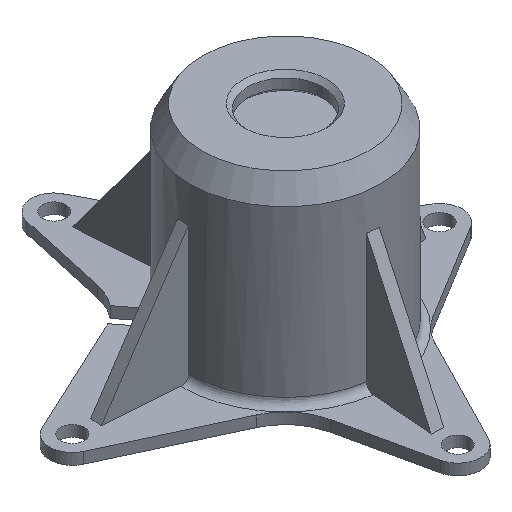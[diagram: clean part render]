
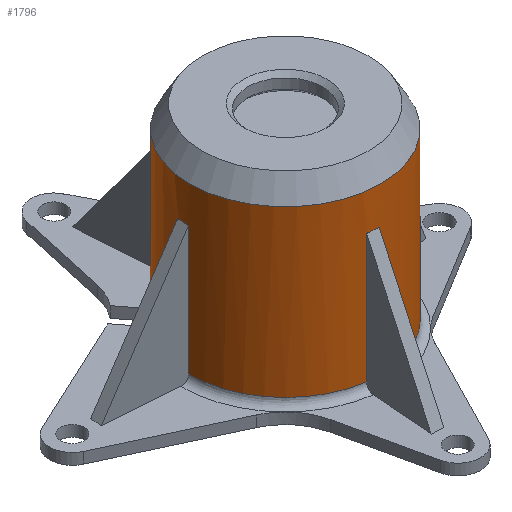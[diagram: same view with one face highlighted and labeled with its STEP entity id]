
A CAD part, isometric view. The second image highlights one B-rep face of the part: STEP entity #1796.
In plain terms, the highlighted cylindrical face has radius 13 mm (diameter 26 mm), a full revolution.
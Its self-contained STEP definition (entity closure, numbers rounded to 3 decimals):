
#1227 = EDGE_CURVE('',#1228,#1230,#1232,.T.);
#1228 = VERTEX_POINT('',#1229);
#1229 = CARTESIAN_POINT('',(13.,0.,2.5));
#1230 = VERTEX_POINT('',#1231);
#1231 = CARTESIAN_POINT('',(-0.217,-12.998,2.5));
#1232 = CIRCLE('',#1233,13.);
#1233 = AXIS2_PLACEMENT_3D('',#1234,#1235,#1236);
#1234 = CARTESIAN_POINT('',(0.,0.,2.5));
#1235 = DIRECTION('',(0.,0.,-1.));
#1236 = DIRECTION('',(1.,0.,0.));
#1284 = EDGE_CURVE('',#1285,#1287,#1289,.T.);
#1285 = VERTEX_POINT('',#1286);
#1286 = CARTESIAN_POINT('',(-12.881,1.756,2.5));
#1287 = VERTEX_POINT('',#1288);
#1288 = CARTESIAN_POINT('',(-1.676,12.892,2.5));
#1289 = CIRCLE('',#1290,13.);
#1290 = AXIS2_PLACEMENT_3D('',#1291,#1292,#1293);
#1291 = CARTESIAN_POINT('',(0.,0.,2.5));
#1292 = DIRECTION('',(0.,0.,-1.));
#1293 = DIRECTION('',(1.,0.,0.));
#1365 = VERTEX_POINT('',#1366);
#1366 = CARTESIAN_POINT('',(12.996,0.327,2.5));
#1387 = EDGE_CURVE('',#1365,#1228,#1388,.T.);
#1388 = CIRCLE('',#1389,13.);
#1389 = AXIS2_PLACEMENT_3D('',#1390,#1391,#1392);
#1390 = CARTESIAN_POINT('',(0.,0.,2.5));
#1391 = DIRECTION('',(0.,0.,-1.));
#1392 = DIRECTION('',(1.,0.,0.));
#1404 = EDGE_CURVE('',#1405,#1287,#1407,.T.);
#1405 = VERTEX_POINT('',#1406);
#1406 = CARTESIAN_POINT('',(-1.676,12.892,20.));
#1407 = LINE('',#1408,#1409);
#1408 = CARTESIAN_POINT('',(-1.676,12.892,25.));
#1409 = VECTOR('',#1410,1.);
#1410 = DIRECTION('',(0.,0.,-1.));
#1444 = VERTEX_POINT('',#1445);
#1445 = CARTESIAN_POINT('',(12.996,0.327,20.));
#1451 = EDGE_CURVE('',#1444,#1365,#1452,.T.);
#1452 = LINE('',#1453,#1454);
#1453 = CARTESIAN_POINT('',(12.996,0.327,25.));
#1454 = VECTOR('',#1455,1.);
#1455 = DIRECTION('',(0.,0.,-1.));
#1469 = VERTEX_POINT('',#1470);
#1470 = CARTESIAN_POINT('',(-0.879,12.97,20.));
#1500 = VERTEX_POINT('',#1501);
#1501 = CARTESIAN_POINT('',(12.951,1.126,20.));
#1533 = VERTEX_POINT('',#1534);
#1534 = CARTESIAN_POINT('',(-0.08,13.,20.));
#1540 = EDGE_CURVE('',#1533,#1541,#1543,.T.);
#1541 = VERTEX_POINT('',#1542);
#1542 = CARTESIAN_POINT('',(-0.08,13.,2.5));
#1543 = LINE('',#1544,#1545);
#1544 = CARTESIAN_POINT('',(-0.08,13.,25.));
#1545 = VECTOR('',#1546,1.);
#1546 = DIRECTION('',(0.,0.,-1.));
#1579 = VERTEX_POINT('',#1580);
#1580 = CARTESIAN_POINT('',(12.857,1.921,2.5));
#1601 = EDGE_CURVE('',#1602,#1579,#1604,.T.);
#1602 = VERTEX_POINT('',#1603);
#1603 = CARTESIAN_POINT('',(12.857,1.921,20.));
#1604 = LINE('',#1605,#1606);
#1605 = CARTESIAN_POINT('',(12.857,1.921,25.));
#1606 = VECTOR('',#1607,1.);
#1607 = DIRECTION('',(0.,0.,-1.));
#1627 = EDGE_CURVE('',#1541,#1579,#1628,.T.);
#1628 = CIRCLE('',#1629,13.);
#1629 = AXIS2_PLACEMENT_3D('',#1630,#1631,#1632);
#1630 = CARTESIAN_POINT('',(0.,0.,2.5));
#1631 = DIRECTION('',(0.,0.,-1.));
#1632 = DIRECTION('',(1.,0.,0.));
#1770 = EDGE_CURVE('',#1771,#1230,#1773,.T.);
#1771 = VERTEX_POINT('',#1772);
#1772 = CARTESIAN_POINT('',(-0.217,-12.998,20.));
#1773 = LINE('',#1774,#1775);
#1774 = CARTESIAN_POINT('',(-0.217,-12.998,25.));
#1775 = VECTOR('',#1776,1.);
#1776 = DIRECTION('',(0.,0.,-1.));
#1796 = ADVANCED_FACE('',(#1797),#1919,.T.);
#1797 = FACE_BOUND('',#1798,.T.);
#1798 = EDGE_LOOP('',(#1799,#1807,#1814,#1815,#1816,#1817,#1824,#1831,
    #1832,#1833,#1834,#1841,#1848,#1849,#1850,#1858,#1867,#1876,#1884,
    #1893,#1901,#1910,#1917,#1918));
#1799 = ORIENTED_EDGE('',*,*,#1800,.F.);
#1800 = EDGE_CURVE('',#1801,#1228,#1803,.T.);
#1801 = VERTEX_POINT('',#1802);
#1802 = CARTESIAN_POINT('',(13.,0.,25.));
#1803 = LINE('',#1804,#1805);
#1804 = CARTESIAN_POINT('',(13.,0.,25.));
#1805 = VECTOR('',#1806,1.);
#1806 = DIRECTION('',(0.,0.,-1.));
#1807 = ORIENTED_EDGE('',*,*,#1808,.T.);
#1808 = EDGE_CURVE('',#1801,#1801,#1809,.T.);
#1809 = CIRCLE('',#1810,13.);
#1810 = AXIS2_PLACEMENT_3D('',#1811,#1812,#1813);
#1811 = CARTESIAN_POINT('',(0.,0.,25.));
#1812 = DIRECTION('',(0.,0.,-1.));
#1813 = DIRECTION('',(1.,0.,0.));
#1814 = ORIENTED_EDGE('',*,*,#1800,.T.);
#1815 = ORIENTED_EDGE('',*,*,#1387,.F.);
#1816 = ORIENTED_EDGE('',*,*,#1451,.F.);
#1817 = ORIENTED_EDGE('',*,*,#1818,.F.);
#1818 = EDGE_CURVE('',#1500,#1444,#1819,.T.);
#1819 = CIRCLE('',#1820,13.);
#1820 = AXIS2_PLACEMENT_3D('',#1821,#1822,#1823);
#1821 = CARTESIAN_POINT('',(0.,0.,20.));
#1822 = DIRECTION('',(0.,0.,-1.));
#1823 = DIRECTION('',(1.,0.,0.));
#1824 = ORIENTED_EDGE('',*,*,#1825,.F.);
#1825 = EDGE_CURVE('',#1602,#1500,#1826,.T.);
#1826 = CIRCLE('',#1827,13.);
#1827 = AXIS2_PLACEMENT_3D('',#1828,#1829,#1830);
#1828 = CARTESIAN_POINT('',(0.,0.,20.));
#1829 = DIRECTION('',(0.,0.,-1.));
#1830 = DIRECTION('',(1.,0.,0.));
#1831 = ORIENTED_EDGE('',*,*,#1601,.T.);
#1832 = ORIENTED_EDGE('',*,*,#1627,.F.);
#1833 = ORIENTED_EDGE('',*,*,#1540,.F.);
#1834 = ORIENTED_EDGE('',*,*,#1835,.F.);
#1835 = EDGE_CURVE('',#1469,#1533,#1836,.T.);
#1836 = CIRCLE('',#1837,13.);
#1837 = AXIS2_PLACEMENT_3D('',#1838,#1839,#1840);
#1838 = CARTESIAN_POINT('',(0.,0.,20.));
#1839 = DIRECTION('',(0.,0.,-1.));
#1840 = DIRECTION('',(1.,0.,0.));
#1841 = ORIENTED_EDGE('',*,*,#1842,.F.);
#1842 = EDGE_CURVE('',#1405,#1469,#1843,.T.);
#1843 = CIRCLE('',#1844,13.);
#1844 = AXIS2_PLACEMENT_3D('',#1845,#1846,#1847);
#1845 = CARTESIAN_POINT('',(0.,0.,20.));
#1846 = DIRECTION('',(0.,0.,-1.));
#1847 = DIRECTION('',(1.,0.,0.));
#1848 = ORIENTED_EDGE('',*,*,#1404,.T.);
#1849 = ORIENTED_EDGE('',*,*,#1284,.F.);
#1850 = ORIENTED_EDGE('',*,*,#1851,.F.);
#1851 = EDGE_CURVE('',#1852,#1285,#1854,.T.);
#1852 = VERTEX_POINT('',#1853);
#1853 = CARTESIAN_POINT('',(-12.881,1.756,20.));
#1854 = LINE('',#1855,#1856);
#1855 = CARTESIAN_POINT('',(-12.881,1.756,25.));
#1856 = VECTOR('',#1857,1.);
#1857 = DIRECTION('',(0.,0.,-1.));
#1858 = ORIENTED_EDGE('',*,*,#1859,.F.);
#1859 = EDGE_CURVE('',#1860,#1852,#1862,.T.);
#1860 = VERTEX_POINT('',#1861);
#1861 = CARTESIAN_POINT('',(-12.964,0.96,20.));
#1862 = CIRCLE('',#1863,13.);
#1863 = AXIS2_PLACEMENT_3D('',#1864,#1865,#1866);
#1864 = CARTESIAN_POINT('',(0.,0.,20.));
#1865 = DIRECTION('',(0.,0.,-1.));
#1866 = DIRECTION('',(1.,0.,0.));
#1867 = ORIENTED_EDGE('',*,*,#1868,.F.);
#1868 = EDGE_CURVE('',#1869,#1860,#1871,.T.);
#1869 = VERTEX_POINT('',#1870);
#1870 = CARTESIAN_POINT('',(-12.999,0.161,20.));
#1871 = CIRCLE('',#1872,13.);
#1872 = AXIS2_PLACEMENT_3D('',#1873,#1874,#1875);
#1873 = CARTESIAN_POINT('',(0.,0.,20.));
#1874 = DIRECTION('',(0.,0.,-1.));
#1875 = DIRECTION('',(1.,0.,0.));
#1876 = ORIENTED_EDGE('',*,*,#1877,.T.);
#1877 = EDGE_CURVE('',#1869,#1878,#1880,.T.);
#1878 = VERTEX_POINT('',#1879);
#1879 = CARTESIAN_POINT('',(-12.999,0.161,2.5));
#1880 = LINE('',#1881,#1882);
#1881 = CARTESIAN_POINT('',(-12.999,0.161,25.));
#1882 = VECTOR('',#1883,1.);
#1883 = DIRECTION('',(0.,0.,-1.));
#1884 = ORIENTED_EDGE('',*,*,#1885,.F.);
#1885 = EDGE_CURVE('',#1886,#1878,#1888,.T.);
#1886 = VERTEX_POINT('',#1887);
#1887 = CARTESIAN_POINT('',(-1.812,-12.873,2.5));
#1888 = CIRCLE('',#1889,13.);
#1889 = AXIS2_PLACEMENT_3D('',#1890,#1891,#1892);
#1890 = CARTESIAN_POINT('',(0.,0.,2.5));
#1891 = DIRECTION('',(0.,0.,-1.));
#1892 = DIRECTION('',(1.,0.,0.));
#1893 = ORIENTED_EDGE('',*,*,#1894,.F.);
#1894 = EDGE_CURVE('',#1895,#1886,#1897,.T.);
#1895 = VERTEX_POINT('',#1896);
#1896 = CARTESIAN_POINT('',(-1.812,-12.873,20.));
#1897 = LINE('',#1898,#1899);
#1898 = CARTESIAN_POINT('',(-1.812,-12.873,25.));
#1899 = VECTOR('',#1900,1.);
#1900 = DIRECTION('',(0.,0.,-1.));
#1901 = ORIENTED_EDGE('',*,*,#1902,.F.);
#1902 = EDGE_CURVE('',#1903,#1895,#1905,.T.);
#1903 = VERTEX_POINT('',#1904);
#1904 = CARTESIAN_POINT('',(-1.016,-12.96,20.));
#1905 = CIRCLE('',#1906,13.);
#1906 = AXIS2_PLACEMENT_3D('',#1907,#1908,#1909);
#1907 = CARTESIAN_POINT('',(0.,0.,20.));
#1908 = DIRECTION('',(0.,0.,-1.));
#1909 = DIRECTION('',(1.,0.,0.));
#1910 = ORIENTED_EDGE('',*,*,#1911,.F.);
#1911 = EDGE_CURVE('',#1771,#1903,#1912,.T.);
#1912 = CIRCLE('',#1913,13.);
#1913 = AXIS2_PLACEMENT_3D('',#1914,#1915,#1916);
#1914 = CARTESIAN_POINT('',(0.,0.,20.));
#1915 = DIRECTION('',(0.,0.,-1.));
#1916 = DIRECTION('',(1.,0.,0.));
#1917 = ORIENTED_EDGE('',*,*,#1770,.T.);
#1918 = ORIENTED_EDGE('',*,*,#1227,.F.);
#1919 = CYLINDRICAL_SURFACE('',#1920,13.);
#1920 = AXIS2_PLACEMENT_3D('',#1921,#1922,#1923);
#1921 = CARTESIAN_POINT('',(0.,0.,25.));
#1922 = DIRECTION('',(0.,0.,-1.));
#1923 = DIRECTION('',(1.,0.,0.));
